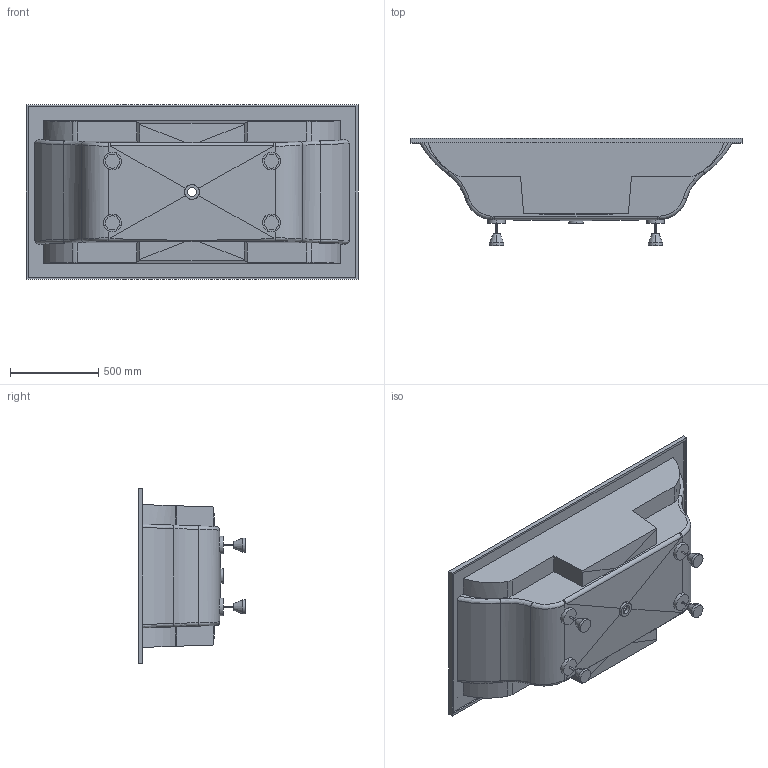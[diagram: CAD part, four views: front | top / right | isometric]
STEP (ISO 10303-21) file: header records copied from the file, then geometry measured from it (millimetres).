
FILE_DESCRIPTION (( 'STEP AP214' ), '1' );
FILE_NAME ('CO-GG.STEP', '2018-06-29T08:16:08', ( 'Admin' ), ( '' ), 'SwSTEP 2.0', 'SolidWorks 2017', '' );
FILE_SCHEMA (( 'AUTOMOTIVE_DESIGN' ));
Length unit declared in the file: millimetre
Products named in the file (1): CO-GG
Bounding box: 1880 x 605 x 990 mm (x, y, z)
Volume: 54136264.3 mm3; surface area: 7357654.1 mm2
Topology: 2 solids, 2 shells, 214 faces, 548 edges, 348 vertices
Faces by surface type: cylinder 84, plane 78, bspline 44, cone 8
Entity records: 9031 total; most frequent: CARTESIAN_POINT 4418, ORIENTED_EDGE 1096, DIRECTION 789, EDGE_CURVE 548, VERTEX_POINT 348, LINE 263, VECTOR 263, AXIS2_PLACEMENT_3D 263
